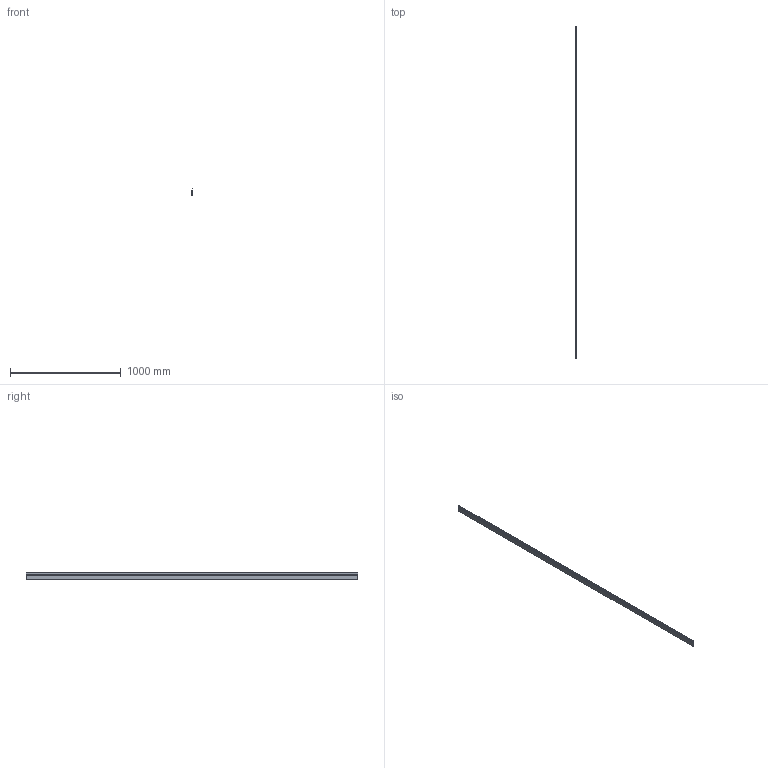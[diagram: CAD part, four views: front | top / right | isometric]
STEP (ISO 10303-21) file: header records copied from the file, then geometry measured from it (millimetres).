
FILE_DESCRIPTION(/* description */ (''),/* implementation_level */ '2;1');
FILE_NAME(/* name */ '1151A_300.stp',/* time_stamp */ '2017-01-16T17:06:10+01:00',/* author */ ('Giuliano'),/* organization */ (''),/* preprocessor_version */ 'ST-DEVELOPER v16.5',/* originating_system */ 'Autodesk Inventor 2017',/* authorisation */ '');
FILE_SCHEMA (('AUTOMOTIVE_DESIGN { 1 0 10303 214 3 1 1 }'));
Length unit declared in the file: millimetre
Products named in the file (3): 1151A_300; profil alu pour 1151A_300; brosse pour 1151A_300
Assembly tree (2 placements, depth 2):
  1151A_300
    profil alu pour 1151A_300
    brosse pour 1151A_300
Bounding box: 8 x 3000 x 60 mm (x, y, z)
Volume: 579447.3 mm3; surface area: 550075.8 mm2
Topology: 2 solids, 2 shells, 39 faces, 105 edges, 70 vertices
Faces by surface type: plane 26, cylinder 13
Entity records: 1315 total; most frequent: DIRECTION 219, CARTESIAN_POINT 219, ORIENTED_EDGE 210, EDGE_CURVE 105, LINE 79, VECTOR 79, VERTEX_POINT 70, AXIS2_PLACEMENT_3D 70
